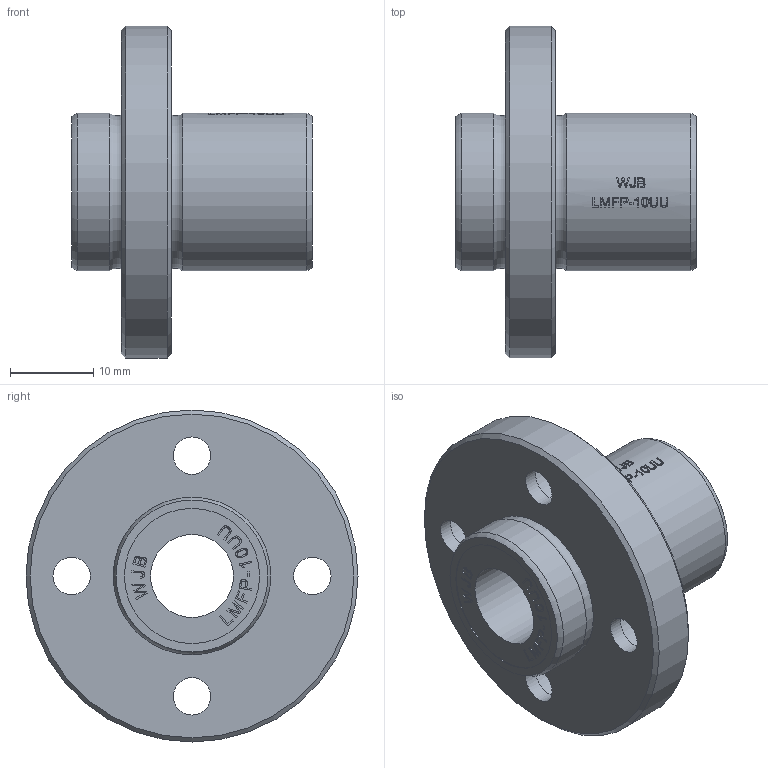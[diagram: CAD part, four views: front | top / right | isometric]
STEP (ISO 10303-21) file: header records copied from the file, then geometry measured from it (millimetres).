
FILE_DESCRIPTION(/* description */ (''),/* implementation_level */ '2;1');
FILE_NAME(/* name */ 'WJB-LMFP-10UU-2.stp',/* time_stamp */ '2019-01-26T19:05:46+08:00',/* author */ (''),/* organization */ (''),/* preprocessor_version */ 'ST-DEVELOPER v11',/* originating_system */ 'SIEMENS UGS NX 6.0',/* authorisation */ '');
FILE_SCHEMA (('CONFIG_CONTROL_DESIGN'));
Length unit declared in the file: millimetre
Products named in the file (1): ROCK97E1xpgd
Bounding box: 29 x 40 x 40 mm (x, y, z)
Volume: 10700.7 mm3; surface area: 5746.2 mm2
Topology: 1 solids, 1 shells, 351 faces, 874 edges, 581 vertices
Faces by surface type: plane 219, extrusion 96, cylinder 30, torus 4, cone 2
Full cylindrical faces by diameter (mm): 4.5 x4, 8 x4, 10 x1, 16.3 x2, 19 x2, 40 x1
Entity records: 13277 total; most frequent: CARTESIAN_POINT 5383, ORIENTED_EDGE 1706, DIRECTION 1245, EDGE_CURVE 853, VERTEX_POINT 580, VECTOR 545, LINE 449, EDGE_LOOP 437
